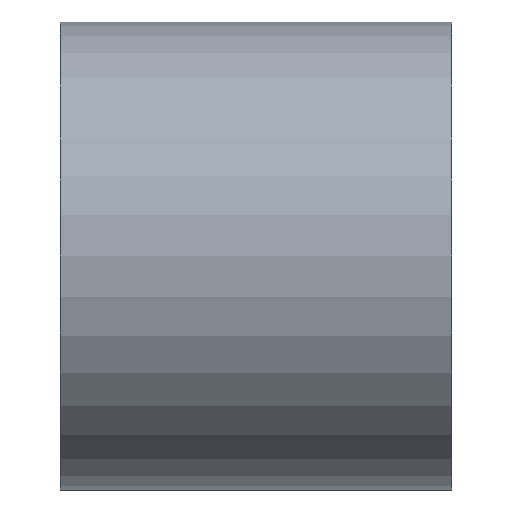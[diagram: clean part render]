
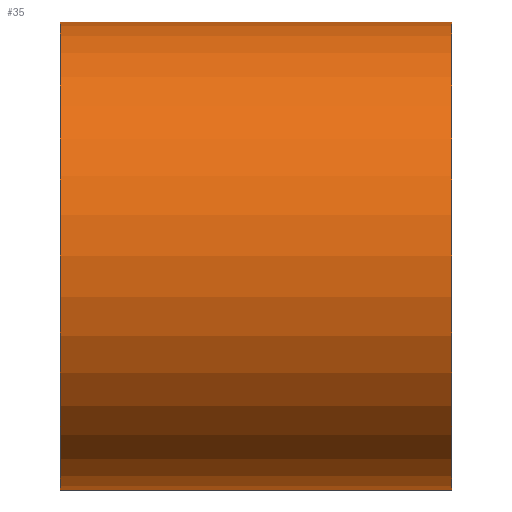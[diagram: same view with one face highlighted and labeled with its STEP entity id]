
A CAD part, left-side view. The second image highlights one B-rep face of the part: STEP entity #35.
In plain terms, the highlighted cylindrical face has radius 7.595 mm (diameter 15.189 mm), a partial arc.
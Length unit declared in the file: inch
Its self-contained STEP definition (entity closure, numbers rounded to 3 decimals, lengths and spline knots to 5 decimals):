
#1 = DIRECTION ( 'NONE',  ( 0., 1., 0. ) ) ;
#9 = EDGE_CURVE ( 'NONE', #173, #199, #223, .T. ) ;
#11 = CARTESIAN_POINT ( 'NONE',  ( 0., 0.5, 0.299 ) ) ;
#23 = DIRECTION ( 'NONE',  ( 0., 1., 0. ) ) ;
#35 = ADVANCED_FACE ( 'NONE', ( #163 ), #157, .T. ) ;
#39 = CARTESIAN_POINT ( 'NONE',  ( 0., 0.5, -0.299 ) ) ;
#41 = DIRECTION ( 'NONE',  ( 0., 0., -1. ) ) ;
#53 = CARTESIAN_POINT ( 'NONE',  ( 0., 0.5, 0. ) ) ;
#55 = CARTESIAN_POINT ( 'NONE',  ( 0., 0., 0. ) ) ;
#59 = EDGE_CURVE ( 'NONE', #173, #178, #146, .T. ) ;
#64 = DIRECTION ( 'NONE',  ( 0., -1., 0. ) ) ;
#67 = DIRECTION ( 'NONE',  ( 0., -1., 0. ) ) ;
#70 = DIRECTION ( 'NONE',  ( 0., 0., 1. ) ) ;
#76 = AXIS2_PLACEMENT_3D ( 'NONE', #55, #1, #70 ) ;
#85 = CARTESIAN_POINT ( 'NONE',  ( 0., 0., 0.299 ) ) ;
#88 = DIRECTION ( 'NONE',  ( 0., -1., 0. ) ) ;
#100 = AXIS2_PLACEMENT_3D ( 'NONE', #53, #67, #41 ) ;
#104 = CARTESIAN_POINT ( 'NONE',  ( 0., 0.5, 0. ) ) ;
#106 = AXIS2_PLACEMENT_3D ( 'NONE', #104, #23, #126 ) ;
#116 = CARTESIAN_POINT ( 'NONE',  ( 0., 0., -0.299 ) ) ;
#126 = DIRECTION ( 'NONE',  ( 0., 0., 1. ) ) ;
#128 = LINE ( 'NONE', #196, #129 ) ;
#129 = VECTOR ( 'NONE', #88, 39.37008 ) ;
#133 = CIRCLE ( 'NONE', #76, 0.299 ) ;
#142 = EDGE_CURVE ( 'NONE', #199, #198, #133, .T. ) ;
#146 = CIRCLE ( 'NONE', #106, 0.299 ) ;
#152 = CARTESIAN_POINT ( 'NONE',  ( 0., 0.5, -0.299 ) ) ;
#157 = CYLINDRICAL_SURFACE ( 'NONE', #100, 0.299 ) ;
#163 = FACE_OUTER_BOUND ( 'NONE', #176, .T. ) ;
#169 = VECTOR ( 'NONE', #64, 39.37008 ) ;
#173 = VERTEX_POINT ( 'NONE', #152 ) ;
#176 = EDGE_LOOP ( 'NONE', ( #206, #207, #210, #208 ) ) ;
#178 = VERTEX_POINT ( 'NONE', #11 ) ;
#196 = CARTESIAN_POINT ( 'NONE',  ( 0., 0.5, 0.299 ) ) ;
#198 = VERTEX_POINT ( 'NONE', #85 ) ;
#199 = VERTEX_POINT ( 'NONE', #116 ) ;
#206 = ORIENTED_EDGE ( 'NONE', *, *, #209, .F. ) ;
#207 = ORIENTED_EDGE ( 'NONE', *, *, #59, .F. ) ;
#208 = ORIENTED_EDGE ( 'NONE', *, *, #142, .T. ) ;
#209 = EDGE_CURVE ( 'NONE', #178, #198, #128, .T. ) ;
#210 = ORIENTED_EDGE ( 'NONE', *, *, #9, .T. ) ;
#223 = LINE ( 'NONE', #39, #169 ) ;
